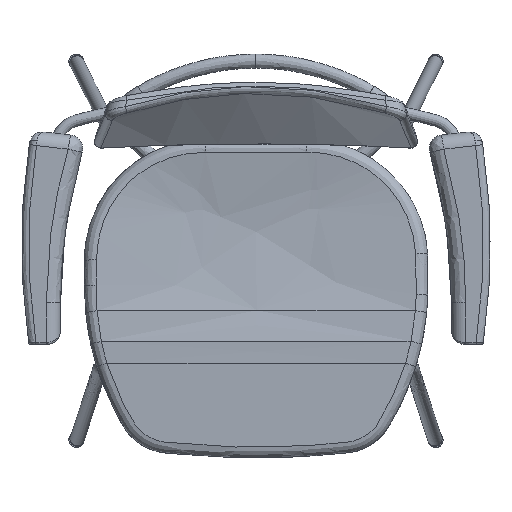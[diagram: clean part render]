
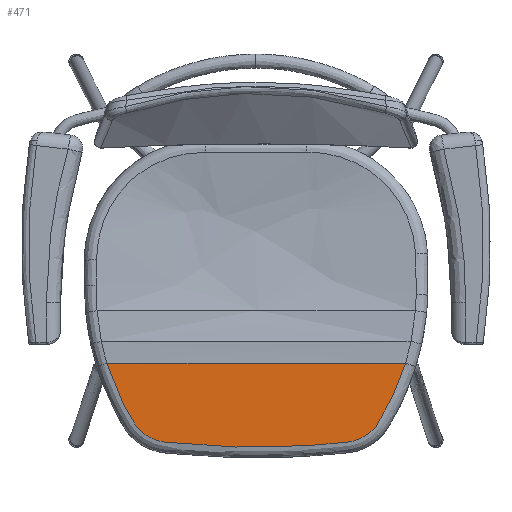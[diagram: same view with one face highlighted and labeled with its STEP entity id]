
A CAD part, top view. The second image highlights one B-rep face of the part: STEP entity #471.
In plain terms, the highlighted planar face has unit normal (0, -0.003, 1).
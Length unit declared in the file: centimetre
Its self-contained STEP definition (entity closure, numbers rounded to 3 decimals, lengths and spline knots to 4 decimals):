
#471=ADVANCED_FACE('',(#690),#3252,.T.);
#690=FACE_OUTER_BOUND('',#917,.T.);
#917=EDGE_LOOP('',(#1650,#1651));
#1650=ORIENTED_EDGE('',*,*,#2249,.T.);
#1651=ORIENTED_EDGE('',*,*,#2222,.T.);
#2222=EDGE_CURVE('',#3025,#3024,#2720,.T.);
#2249=EDGE_CURVE('',#3024,#3025,#2572,.T.);
#2572=(
BOUNDED_CURVE()
B_SPLINE_CURVE(3,(#19843,#19844,#19845,#19846,#19847,#19848,#19849,#19850,
#19851,#19852,#19853,#19854,#19855,#19856,#19857,#19858,#19859,#19860,#19861,
#19862,#19863,#19864,#19865,#19866,#19867),.UNSPECIFIED.,.F.,.F.)
B_SPLINE_CURVE_WITH_KNOTS((4,1,3,1,1,1,3,1,3,1,1,1,3,1,4),(4.3,
50.4886,94.2209,108.0511,122.1213,136.2073,
150.042,277.4573,405.3384,419.1731,433.2591,
447.3293,461.1595,504.8779,551.0308),
 .UNSPECIFIED.)
CURVE()
GEOMETRIC_REPRESENTATION_ITEM()
RATIONAL_B_SPLINE_CURVE((1.,1.,1.,1.,1.,1.,1.,1.,1.,1.,1.,
1.,1.,1.,1.,1.,1.,1.,1.,
1.,1.,1.,1.,1.,1.))
REPRESENTATION_ITEM('')
);
#2720=B_SPLINE_CURVE_WITH_KNOTS('',3,(#19507,#19508,#19509,#19510,#19511),
 .UNSPECIFIED.,.F.,.F.,(4,1,4),(-457.269,-243.9675,-33.456),
 .UNSPECIFIED.);
#3024=VERTEX_POINT('',#19425);
#3025=VERTEX_POINT('',#19426);
#3252=PLANE('',#3421);
#3421=AXIS2_PLACEMENT_3D('',#17118,#3518,$);
#3518=DIRECTION('',(0.,-0.002,1.));
#17118=CARTESIAN_POINT('',(-24.181,-2.0636,3.2779));
#19425=CARTESIAN_POINT('',(-21.0024,12.0591,3.3128));
#19426=CARTESIAN_POINT('',(20.946,12.0543,3.3128));
#19507=CARTESIAN_POINT('',(20.946,12.0543,3.3128));
#19508=CARTESIAN_POINT('',(13.7507,12.1122,3.3129));
#19509=CARTESIAN_POINT('',(0.3323,12.1747,3.3131));
#19510=CARTESIAN_POINT('',(-14.2508,12.1195,3.3129));
#19511=CARTESIAN_POINT('',(-21.0024,12.0591,3.3128));
#19843=CARTESIAN_POINT('',(-21.0024,12.0591,3.3128));
#19844=CARTESIAN_POINT('',(-20.5451,10.5889,3.3091));
#19845=CARTESIAN_POINT('',(-19.4741,7.7831,3.3022));
#19846=CARTESIAN_POINT('',(-18.0682,5.1298,3.2957));
#19847=CARTESIAN_POINT('',(-17.3101,3.8847,3.2926));
#19848=CARTESIAN_POINT('',(-17.0704,3.491,3.2916));
#19849=CARTESIAN_POINT('',(-16.4966,2.7515,3.2898));
#19850=CARTESIAN_POINT('',(-15.404,1.8621,3.2876));
#19851=CARTESIAN_POINT('',(-14.1371,1.2454,3.2861));
#19852=CARTESIAN_POINT('',(-13.224,1.0365,3.2856));
#19853=CARTESIAN_POINT('',(-12.7658,0.9852,3.2854));
#19854=CARTESIAN_POINT('',(-8.5451,0.5117,3.2843));
#19855=CARTESIAN_POINT('',(-0.0353,0.0352,3.2831));
#19856=CARTESIAN_POINT('',(8.4747,0.5099,3.2843));
#19857=CARTESIAN_POINT('',(12.7108,0.9852,3.2854));
#19858=CARTESIAN_POINT('',(13.1691,1.0365,3.2856));
#19859=CARTESIAN_POINT('',(14.0822,1.2454,3.2861));
#19860=CARTESIAN_POINT('',(15.3491,1.8621,3.2876));
#19861=CARTESIAN_POINT('',(16.4417,2.7515,3.2898));
#19862=CARTESIAN_POINT('',(17.0154,3.491,3.2916));
#19863=CARTESIAN_POINT('',(17.2551,3.8847,3.2926));
#19864=CARTESIAN_POINT('',(18.0131,5.1294,3.2957));
#19865=CARTESIAN_POINT('',(19.4182,7.7812,3.3022));
#19866=CARTESIAN_POINT('',(20.4888,10.5854,3.3091));
#19867=CARTESIAN_POINT('',(20.946,12.0543,3.3128));
